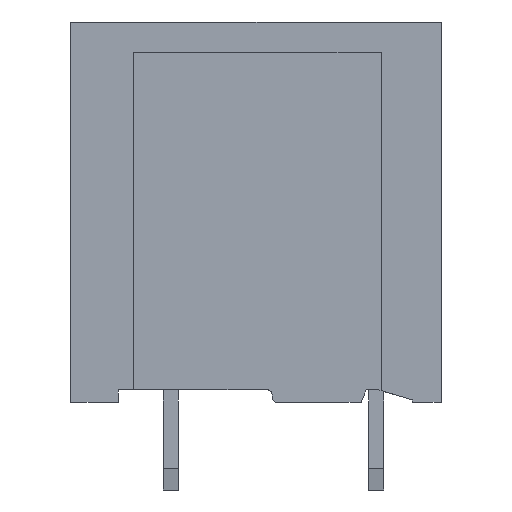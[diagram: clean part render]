
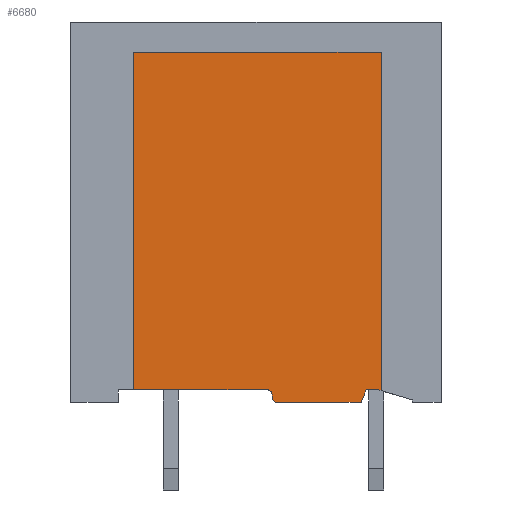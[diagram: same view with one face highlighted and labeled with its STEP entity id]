
A CAD part, left-side view. The second image highlights one B-rep face of the part: STEP entity #6680.
In plain terms, the highlighted planar face has unit normal (-1, 0, 0).
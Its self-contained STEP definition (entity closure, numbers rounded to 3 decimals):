
#6530=AXIS2_PLACEMENT_3D('Circle Axis2P3D',#6528,#6529,$) ;
#6571=AXIS2_PLACEMENT_3D('Circle Axis2P3D',#6569,#6570,$) ;
#6660=AXIS2_PLACEMENT_3D('Plane Axis2P3D',#6657,#6658,#6659) ;
#6425=CARTESIAN_POINT('Vertex',(1.1,2.5,4.)) ;
#6432=CARTESIAN_POINT('Vertex',(1.1,2.4,3.97)) ;
#6435=CARTESIAN_POINT('Line Origine',(1.1,2.45,3.985)) ;
#6458=CARTESIAN_POINT('Vertex',(1.1,3.,4.)) ;
#6461=CARTESIAN_POINT('Line Origine',(1.1,2.75,4.)) ;
#6482=CARTESIAN_POINT('Vertex',(1.1,3.2,3.5)) ;
#6485=CARTESIAN_POINT('Line Origine',(1.1,3.1,3.75)) ;
#6501=CARTESIAN_POINT('Vertex',(1.1,6.55,3.5)) ;
#6504=CARTESIAN_POINT('Line Origine',(1.1,4.875,3.5)) ;
#6525=CARTESIAN_POINT('Vertex',(1.1,6.75,3.7)) ;
#6528=CARTESIAN_POINT('Axis2P3D Location',(1.1,6.55,3.7)) ;
#6549=CARTESIAN_POINT('Vertex',(1.1,6.75,3.8)) ;
#6552=CARTESIAN_POINT('Line Origine',(1.1,6.75,3.75)) ;
#6569=CARTESIAN_POINT('Axis2P3D Location',(1.1,6.95,3.8)) ;
#6573=CARTESIAN_POINT('Vertex',(1.1,6.95,4.)) ;
#6588=CARTESIAN_POINT('Line Origine',(1.1,9.625,4.)) ;
#6592=CARTESIAN_POINT('Vertex',(1.1,12.3,4.)) ;
#6618=CARTESIAN_POINT('Vertex',(1.1,12.3,17.5)) ;
#6621=CARTESIAN_POINT('Line Origine',(1.1,7.35,17.5)) ;
#6625=CARTESIAN_POINT('Vertex',(1.1,2.4,17.5)) ;
#6645=CARTESIAN_POINT('Line Origine',(1.1,12.3,10.75)) ;
#6657=CARTESIAN_POINT('Axis2P3D Location',(1.1,2.4,0.)) ;
#6662=CARTESIAN_POINT('Line Origine',(1.1,2.4,10.735)) ;
#6436=DIRECTION('Vector Direction',(0.,-0.959,-0.284)) ;
#6462=DIRECTION('Vector Direction',(0.,1.,0.)) ;
#6486=DIRECTION('Vector Direction',(0.,-0.371,0.928)) ;
#6505=DIRECTION('Vector Direction',(0.,1.,0.)) ;
#6529=DIRECTION('Axis2P3D Direction',(-1.,0.,0.)) ;
#6553=DIRECTION('Vector Direction',(0.,0.,1.)) ;
#6570=DIRECTION('Axis2P3D Direction',(-1.,0.,0.)) ;
#6589=DIRECTION('Vector Direction',(0.,1.,0.)) ;
#6622=DIRECTION('Vector Direction',(0.,1.,0.)) ;
#6646=DIRECTION('Vector Direction',(0.,0.,1.)) ;
#6658=DIRECTION('Axis2P3D Direction',(1.,0.,0.)) ;
#6659=DIRECTION('Axis2P3D XDirection',(0.,1.,0.)) ;
#6663=DIRECTION('Vector Direction',(0.,0.,1.)) ;
#6437=VECTOR('Line Direction',#6436,1.) ;
#6463=VECTOR('Line Direction',#6462,1.) ;
#6487=VECTOR('Line Direction',#6486,1.) ;
#6506=VECTOR('Line Direction',#6505,1.) ;
#6554=VECTOR('Line Direction',#6553,1.) ;
#6590=VECTOR('Line Direction',#6589,1.) ;
#6623=VECTOR('Line Direction',#6622,1.) ;
#6647=VECTOR('Line Direction',#6646,1.) ;
#6664=VECTOR('Line Direction',#6663,1.) ;
#6668=ORIENTED_EDGE('',*,*,#6489,.T.) ;
#6669=ORIENTED_EDGE('',*,*,#6465,.F.) ;
#6670=ORIENTED_EDGE('',*,*,#6439,.T.) ;
#6671=ORIENTED_EDGE('',*,*,#6666,.T.) ;
#6672=ORIENTED_EDGE('',*,*,#6627,.F.) ;
#6673=ORIENTED_EDGE('',*,*,#6649,.F.) ;
#6674=ORIENTED_EDGE('',*,*,#6594,.F.) ;
#6675=ORIENTED_EDGE('',*,*,#6575,.T.) ;
#6676=ORIENTED_EDGE('',*,*,#6556,.F.) ;
#6677=ORIENTED_EDGE('',*,*,#6532,.F.) ;
#6678=ORIENTED_EDGE('',*,*,#6508,.T.) ;
#6680=ADVANCED_FACE('_LMFS 5.00/10/180  3.5SN OR BX 1330530000',(#6679),#6661,.F.) ;
#6531=CIRCLE('generated circle',#6530,0.2) ;
#6572=CIRCLE('generated circle',#6571,0.2) ;
#6439=EDGE_CURVE('',#6426,#6433,#6438,.T.) ;
#6465=EDGE_CURVE('',#6426,#6459,#6464,.T.) ;
#6489=EDGE_CURVE('',#6483,#6459,#6488,.T.) ;
#6508=EDGE_CURVE('',#6502,#6483,#6507,.F.) ;
#6532=EDGE_CURVE('',#6502,#6526,#6531,.F.) ;
#6556=EDGE_CURVE('',#6526,#6550,#6555,.T.) ;
#6575=EDGE_CURVE('',#6574,#6550,#6572,.F.) ;
#6594=EDGE_CURVE('',#6574,#6593,#6591,.T.) ;
#6627=EDGE_CURVE('',#6619,#6626,#6624,.F.) ;
#6649=EDGE_CURVE('',#6593,#6619,#6648,.T.) ;
#6666=EDGE_CURVE('',#6433,#6626,#6665,.T.) ;
#6667=EDGE_LOOP('',(#6668,#6669,#6670,#6671,#6672,#6673,#6674,#6675,#6676,#6677,#6678)) ;
#6679=FACE_OUTER_BOUND('',#6667,.T.) ;
#6438=LINE('Line',#6435,#6437) ;
#6464=LINE('Line',#6461,#6463) ;
#6488=LINE('Line',#6485,#6487) ;
#6507=LINE('Line',#6504,#6506) ;
#6555=LINE('Line',#6552,#6554) ;
#6591=LINE('Line',#6588,#6590) ;
#6624=LINE('Line',#6621,#6623) ;
#6648=LINE('Line',#6645,#6647) ;
#6665=LINE('Line',#6662,#6664) ;
#6661=PLANE('',#6660) ;
#6426=VERTEX_POINT('',#6425) ;
#6433=VERTEX_POINT('',#6432) ;
#6459=VERTEX_POINT('',#6458) ;
#6483=VERTEX_POINT('',#6482) ;
#6502=VERTEX_POINT('',#6501) ;
#6526=VERTEX_POINT('',#6525) ;
#6550=VERTEX_POINT('',#6549) ;
#6574=VERTEX_POINT('',#6573) ;
#6593=VERTEX_POINT('',#6592) ;
#6619=VERTEX_POINT('',#6618) ;
#6626=VERTEX_POINT('',#6625) ;
